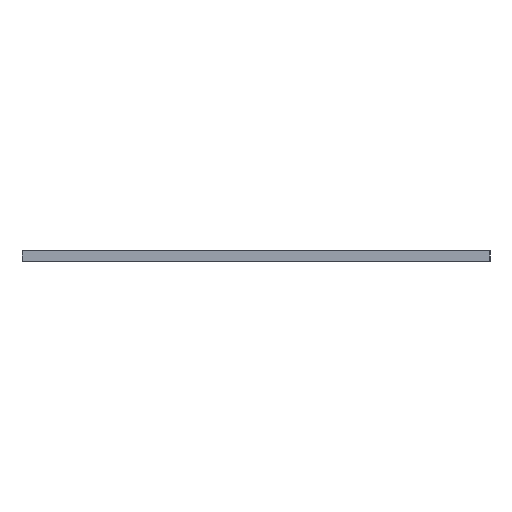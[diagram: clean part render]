
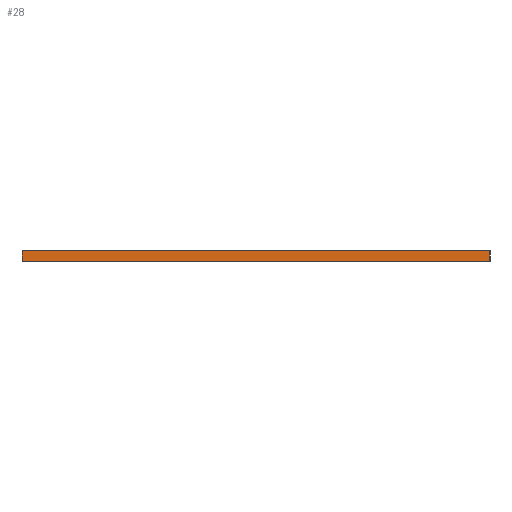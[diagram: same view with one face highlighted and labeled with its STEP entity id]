
A CAD part, left-side view. The second image highlights one B-rep face of the part: STEP entity #28.
In plain terms, the highlighted planar face has unit normal (-1, 0, 0).
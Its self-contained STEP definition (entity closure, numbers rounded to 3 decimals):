
#28 = ADVANCED_FACE('',(#29),#63,.T.);
#29 = FACE_BOUND('',#30,.T.);
#30 = EDGE_LOOP('',(#31,#41,#49,#57));
#31 = ORIENTED_EDGE('',*,*,#32,.T.);
#32 = EDGE_CURVE('',#33,#35,#37,.T.);
#33 = VERTEX_POINT('',#34);
#34 = CARTESIAN_POINT('',(34.176,3.696,0.));
#35 = VERTEX_POINT('',#36);
#36 = CARTESIAN_POINT('',(34.176,3.696,1.6)
  );
#37 = LINE('',#38,#39);
#38 = CARTESIAN_POINT('',(34.176,3.696,0.));
#39 = VECTOR('',#40,1.);
#40 = DIRECTION('',(0.,0.,1.));
#41 = ORIENTED_EDGE('',*,*,#42,.T.);
#42 = EDGE_CURVE('',#35,#43,#45,.T.);
#43 = VERTEX_POINT('',#44);
#44 = CARTESIAN_POINT('',(34.176,76.187,1.6
    ));
#45 = LINE('',#46,#47);
#46 = CARTESIAN_POINT('',(34.176,3.696,1.6)
  );
#47 = VECTOR('',#48,1.);
#48 = DIRECTION('',(0.,1.,0.));
#49 = ORIENTED_EDGE('',*,*,#50,.F.);
#50 = EDGE_CURVE('',#51,#43,#53,.T.);
#51 = VERTEX_POINT('',#52);
#52 = CARTESIAN_POINT('',(34.176,76.187,0.));
#53 = LINE('',#54,#55);
#54 = CARTESIAN_POINT('',(34.176,76.187,0.));
#55 = VECTOR('',#56,1.);
#56 = DIRECTION('',(0.,0.,1.));
#57 = ORIENTED_EDGE('',*,*,#58,.F.);
#58 = EDGE_CURVE('',#33,#51,#59,.T.);
#59 = LINE('',#60,#61);
#60 = CARTESIAN_POINT('',(34.176,3.696,0.));
#61 = VECTOR('',#62,1.);
#62 = DIRECTION('',(0.,1.,0.));
#63 = PLANE('',#64);
#64 = AXIS2_PLACEMENT_3D('',#65,#66,#67);
#65 = CARTESIAN_POINT('',(34.176,3.696,0.));
#66 = DIRECTION('',(-1.,0.,0.));
#67 = DIRECTION('',(0.,1.,0.));
